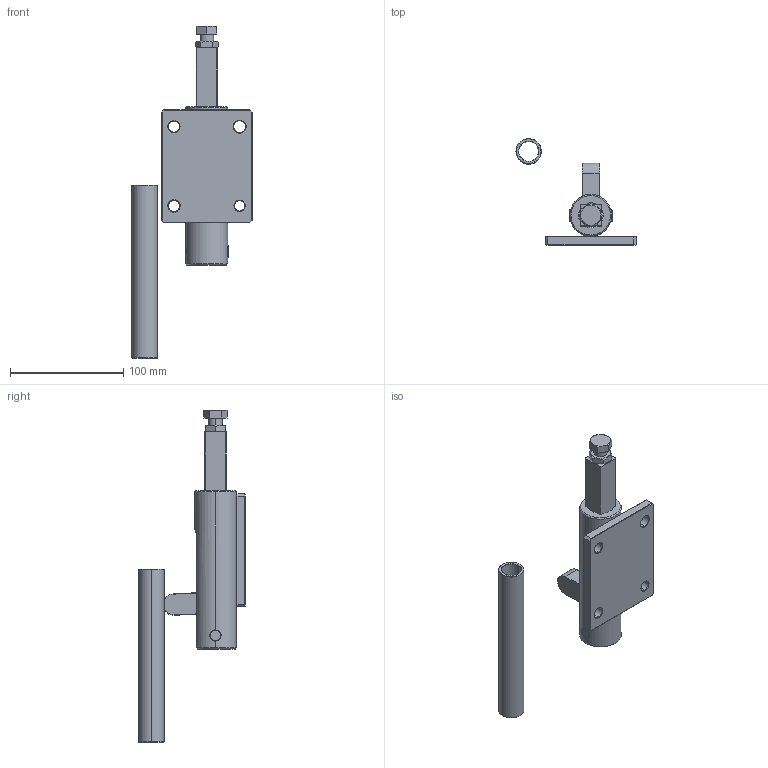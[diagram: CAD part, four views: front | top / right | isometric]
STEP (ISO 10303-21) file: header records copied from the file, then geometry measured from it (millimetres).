
FILE_DESCRIPTION (( 'STEP AP203' ), '1' );
FILE_NAME ('HS-30510M .STEP', '2022-06-18T03:17:40', ( '微软用户' ), ( '微软中国' ), 'SwSTEP 2.0', 'SolidWorks 2012', '' );
FILE_SCHEMA (( 'CONFIG_CONTROL_DESIGN' ));
Length unit declared in the file: millimetre
Products named in the file (10): HS-30510M ; 30511薯旋; 奪赽; 錨璃1; 种1; hex thin nuts-grades ab-chamfered gb_GB_FASTENER_NUT_STNAB M12-N; hexagon head bolts-full thread gb_GB_FASTENER_BOLT_STBAB A M12X50-N; 揤裝; 蟀裝; 菁釱
Assembly tree (10 placements, depth 2):
  HS-30510M 
    菁釱
    蟀裝
    揤裝
    hexagon head bolts-full thread gb_GB_FASTENER_BOLT_STBAB A M12X50-N
    hex thin nuts-grades ab-chamfered gb_GB_FASTENER_NUT_STNAB M12-N
    种1
    錨璃1  x2
    奪赽
    30511薯旋
Bounding box: 106.15 x 94.47 x 293.47 mm (x, y, z)
Volume: 234305.8 mm3; surface area: 94464.6 mm2
Topology: 11 solids, 11 shells, 433 faces, 1092 edges, 692 vertices
Faces by surface type: plane 206, bspline 82, cone 74, cylinder 67, torus 4
Entity records: 21717 total; most frequent: CARTESIAN_POINT 10917, ORIENTED_EDGE 2140, DIRECTION 1764, EDGE_CURVE 1070, VERTEX_POINT 680, LINE 650, VECTOR 650, AXIS2_PLACEMENT_3D 557
